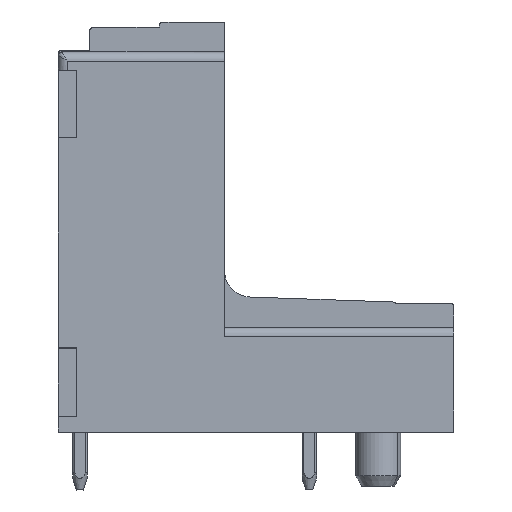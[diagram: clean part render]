
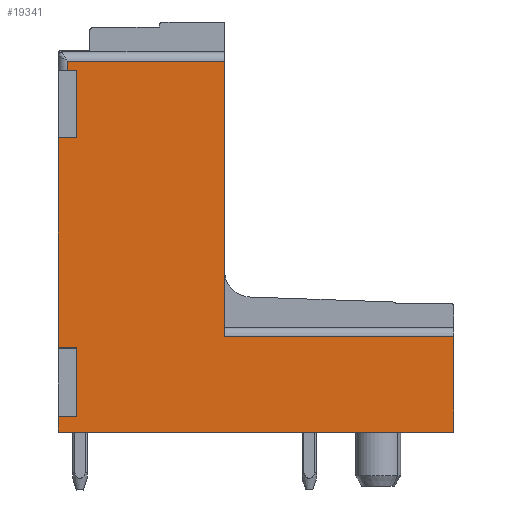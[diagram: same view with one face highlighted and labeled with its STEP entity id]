
A CAD part, left-side view. The second image highlights one B-rep face of the part: STEP entity #19341.
In plain terms, the highlighted planar face has unit normal (-1, 0, 0).
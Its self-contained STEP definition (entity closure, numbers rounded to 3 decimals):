
#19323=AXIS2_PLACEMENT_3D('Plane Axis2P3D',#19320,#19321,#19322) ;
#150=CARTESIAN_POINT('Vertex',(0.,21.9,3.2)) ;
#558=CARTESIAN_POINT('Vertex',(0.,0.,3.2)) ;
#561=CARTESIAN_POINT('Line Origine',(0.,10.95,3.2)) ;
#880=CARTESIAN_POINT('Line Origine',(0.,21.9,3.635)) ;
#884=CARTESIAN_POINT('Vertex',(0.,21.9,4.07)) ;
#954=CARTESIAN_POINT('Vertex',(0.,21.9,7.89)) ;
#957=CARTESIAN_POINT('Line Origine',(0.,21.9,13.695)) ;
#961=CARTESIAN_POINT('Vertex',(0.,21.9,19.5)) ;
#2068=CARTESIAN_POINT('Vertex',(0.,12.7,23.74)) ;
#2071=CARTESIAN_POINT('Line Origine',(0.,12.7,16.12)) ;
#2075=CARTESIAN_POINT('Vertex',(0.,12.7,8.5)) ;
#3256=CARTESIAN_POINT('Vertex',(0.,0.,8.5)) ;
#3259=CARTESIAN_POINT('Line Origine',(0.,0.,5.85)) ;
#9256=CARTESIAN_POINT('Vertex',(0.,21.4,23.74)) ;
#15594=CARTESIAN_POINT('Line Origine',(0.,21.4,13.72)) ;
#15598=CARTESIAN_POINT('Vertex',(0.,21.4,23.24)) ;
#15618=CARTESIAN_POINT('Line Origine',(0.,10.95,23.74)) ;
#15630=CARTESIAN_POINT('Line Origine',(0.,21.4,4.07)) ;
#15634=CARTESIAN_POINT('Vertex',(0.,20.9,4.07)) ;
#15652=CARTESIAN_POINT('Line Origine',(0.,20.9,5.98)) ;
#15656=CARTESIAN_POINT('Vertex',(0.,20.9,7.89)) ;
#15671=CARTESIAN_POINT('Line Origine',(0.,21.4,7.89)) ;
#15683=CARTESIAN_POINT('Line Origine',(0.,21.4,19.5)) ;
#15687=CARTESIAN_POINT('Vertex',(0.,20.9,19.5)) ;
#15705=CARTESIAN_POINT('Line Origine',(0.,20.9,21.37)) ;
#15709=CARTESIAN_POINT('Vertex',(0.,20.9,23.24)) ;
#15724=CARTESIAN_POINT('Line Origine',(0.,21.15,23.24)) ;
#19004=CARTESIAN_POINT('Line Origine',(0.,10.95,8.5)) ;
#19320=CARTESIAN_POINT('Axis2P3D Location',(0.,0.,0.)) ;
#562=DIRECTION('Vector Direction',(0.,1.,0.)) ;
#881=DIRECTION('Vector Direction',(0.,0.,1.)) ;
#958=DIRECTION('Vector Direction',(0.,0.,1.)) ;
#2072=DIRECTION('Vector Direction',(0.,0.,-1.)) ;
#3260=DIRECTION('Vector Direction',(0.,0.,-1.)) ;
#15595=DIRECTION('Vector Direction',(0.,0.,-1.)) ;
#15619=DIRECTION('Vector Direction',(0.,-1.,0.)) ;
#15631=DIRECTION('Vector Direction',(0.,-1.,0.)) ;
#15653=DIRECTION('Vector Direction',(0.,0.,-1.)) ;
#15672=DIRECTION('Vector Direction',(0.,1.,0.)) ;
#15684=DIRECTION('Vector Direction',(0.,-1.,0.)) ;
#15706=DIRECTION('Vector Direction',(0.,0.,-1.)) ;
#15725=DIRECTION('Vector Direction',(0.,1.,0.)) ;
#19005=DIRECTION('Vector Direction',(0.,-1.,0.)) ;
#19321=DIRECTION('Axis2P3D Direction',(-1.,0.,0.)) ;
#19322=DIRECTION('Axis2P3D XDirection',(0.,-1.,0.)) ;
#563=VECTOR('Line Direction',#562,1.) ;
#882=VECTOR('Line Direction',#881,1.) ;
#959=VECTOR('Line Direction',#958,1.) ;
#2073=VECTOR('Line Direction',#2072,1.) ;
#3261=VECTOR('Line Direction',#3260,1.) ;
#15596=VECTOR('Line Direction',#15595,1.) ;
#15620=VECTOR('Line Direction',#15619,1.) ;
#15632=VECTOR('Line Direction',#15631,1.) ;
#15654=VECTOR('Line Direction',#15653,1.) ;
#15673=VECTOR('Line Direction',#15672,1.) ;
#15685=VECTOR('Line Direction',#15684,1.) ;
#15707=VECTOR('Line Direction',#15706,1.) ;
#15726=VECTOR('Line Direction',#15725,1.) ;
#19006=VECTOR('Line Direction',#19005,1.) ;
#19326=ORIENTED_EDGE('',*,*,#15728,.T.) ;
#19327=ORIENTED_EDGE('',*,*,#15711,.T.) ;
#19328=ORIENTED_EDGE('',*,*,#15689,.T.) ;
#19329=ORIENTED_EDGE('',*,*,#963,.T.) ;
#19330=ORIENTED_EDGE('',*,*,#15675,.T.) ;
#19331=ORIENTED_EDGE('',*,*,#15658,.T.) ;
#19332=ORIENTED_EDGE('',*,*,#15636,.T.) ;
#19333=ORIENTED_EDGE('',*,*,#886,.T.) ;
#19334=ORIENTED_EDGE('',*,*,#565,.T.) ;
#19335=ORIENTED_EDGE('',*,*,#3263,.T.) ;
#19336=ORIENTED_EDGE('',*,*,#19008,.T.) ;
#19337=ORIENTED_EDGE('',*,*,#2077,.F.) ;
#19338=ORIENTED_EDGE('',*,*,#15622,.T.) ;
#19339=ORIENTED_EDGE('',*,*,#15600,.T.) ;
#19341=ADVANCED_FACE('HOUSING',(#19340),#19324,.T.) ;
#565=EDGE_CURVE('',#151,#559,#564,.F.) ;
#886=EDGE_CURVE('',#885,#151,#883,.F.) ;
#963=EDGE_CURVE('',#962,#955,#960,.F.) ;
#2077=EDGE_CURVE('',#2069,#2076,#2074,.T.) ;
#3263=EDGE_CURVE('',#559,#3257,#3262,.F.) ;
#15600=EDGE_CURVE('',#9257,#15599,#15597,.T.) ;
#15622=EDGE_CURVE('',#2069,#9257,#15621,.F.) ;
#15636=EDGE_CURVE('',#15635,#885,#15633,.F.) ;
#15658=EDGE_CURVE('',#15657,#15635,#15655,.T.) ;
#15675=EDGE_CURVE('',#955,#15657,#15674,.F.) ;
#15689=EDGE_CURVE('',#15688,#962,#15686,.F.) ;
#15711=EDGE_CURVE('',#15710,#15688,#15708,.T.) ;
#15728=EDGE_CURVE('',#15599,#15710,#15727,.F.) ;
#19008=EDGE_CURVE('',#3257,#2076,#19007,.F.) ;
#19325=EDGE_LOOP('',(#19326,#19327,#19328,#19329,#19330,#19331,#19332,#19333,#19334,#19335,#19336,#19337,#19338,#19339)) ;
#19340=FACE_OUTER_BOUND('',#19325,.T.) ;
#564=LINE('Line',#561,#563) ;
#883=LINE('Line',#880,#882) ;
#960=LINE('Line',#957,#959) ;
#2074=LINE('Line',#2071,#2073) ;
#3262=LINE('Line',#3259,#3261) ;
#15597=LINE('Line',#15594,#15596) ;
#15621=LINE('Line',#15618,#15620) ;
#15633=LINE('Line',#15630,#15632) ;
#15655=LINE('Line',#15652,#15654) ;
#15674=LINE('Line',#15671,#15673) ;
#15686=LINE('Line',#15683,#15685) ;
#15708=LINE('Line',#15705,#15707) ;
#15727=LINE('Line',#15724,#15726) ;
#19007=LINE('Line',#19004,#19006) ;
#19324=PLANE('',#19323) ;
#151=VERTEX_POINT('',#150) ;
#559=VERTEX_POINT('',#558) ;
#885=VERTEX_POINT('',#884) ;
#955=VERTEX_POINT('',#954) ;
#962=VERTEX_POINT('',#961) ;
#2069=VERTEX_POINT('',#2068) ;
#2076=VERTEX_POINT('',#2075) ;
#3257=VERTEX_POINT('',#3256) ;
#9257=VERTEX_POINT('',#9256) ;
#15599=VERTEX_POINT('',#15598) ;
#15635=VERTEX_POINT('',#15634) ;
#15657=VERTEX_POINT('',#15656) ;
#15688=VERTEX_POINT('',#15687) ;
#15710=VERTEX_POINT('',#15709) ;
